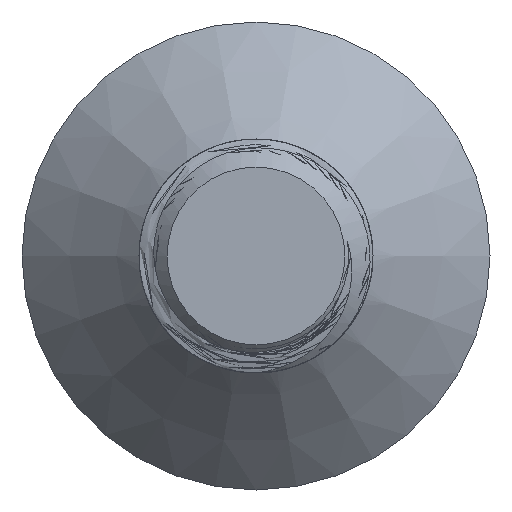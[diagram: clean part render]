
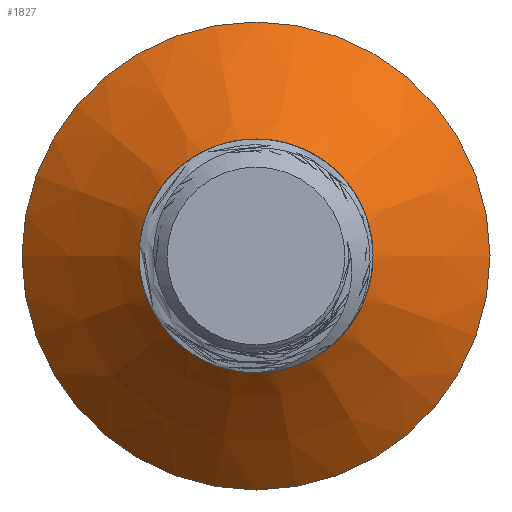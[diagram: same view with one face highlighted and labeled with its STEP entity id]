
A CAD part, left-side view. The second image highlights one B-rep face of the part: STEP entity #1827.
In plain terms, the highlighted conical face has half-angle 45 degrees and reference radius 2.5 mm.
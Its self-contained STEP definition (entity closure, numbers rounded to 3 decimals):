
#37=CONICAL_SURFACE('',#1947,2.5,0.785);
#125=FACE_OUTER_BOUND('',#227,.T.);
#227=EDGE_LOOP('',(#1415,#1416,#1417,#1418,#1419,#1420,#1421,#1422,#1423));
#251=CIRCLE('',#1866,2.5);
#254=CIRCLE('',#1948,5.);
#255=CIRCLE('',#1949,1.98);
#425=B_SPLINE_CURVE_WITH_KNOTS('',3,(#8295,#8296,#8297,#8298,#8299,#8300,
#8301,#8302),.UNSPECIFIED.,.F.,.F.,(4,2,2,4),(1.461,1.568,
1.695,1.794),.UNSPECIFIED.);
#426=B_SPLINE_CURVE_WITH_KNOTS('',3,(#8304,#8305,#8306,#8307,#8308,#8309,
#8310,#8311,#8312,#8313,#8314,#8315),.UNSPECIFIED.,.F.,.F.,(4,2,2,2,2,4),
(0.,0.07,0.127,0.184,
0.225,0.245),.UNSPECIFIED.);
#427=B_SPLINE_CURVE_WITH_KNOTS('',3,(#8319,#8320,#8321,#8322,#8323,#8324,
#8325,#8326,#8327,#8328,#8329,#8330,#8331,#8332,#8333,#8334,#8335,#8336,
#8337,#8338,#8339,#8340,#8341,#8342,#8343,#8344,#8345,#8346,#8347,#8348,
#8349,#8350,#8351,#8352),.UNSPECIFIED.,.F.,.F.,(4,2,2,2,2,2,2,2,2,2,2,2,
2,2,2,2,4),(0.,0.049,0.097,0.174,
0.257,0.336,0.422,0.504,
0.592,0.677,0.774,0.873,
0.986,1.111,1.248,1.4,1.461),
 .UNSPECIFIED.);
#514=LINE('',#8294,#609);
#515=LINE('',#8316,#610);
#609=VECTOR('',#2231,2.5);
#610=VECTOR('',#2232,2.5);
#627=VERTEX_POINT('',#2315);
#628=VERTEX_POINT('',#2344);
#787=VERTEX_POINT('',#8213);
#790=VERTEX_POINT('',#8291);
#791=VERTEX_POINT('',#8293);
#792=VERTEX_POINT('',#8303);
#793=VERTEX_POINT('',#8317);
#813=EDGE_CURVE('',#628,#627,#251,.T.);
#1053=EDGE_CURVE('',#790,#790,#254,.T.);
#1054=EDGE_CURVE('',#790,#791,#514,.T.);
#1055=EDGE_CURVE('',#791,#628,#425,.T.);
#1056=EDGE_CURVE('',#627,#792,#426,.T.);
#1057=EDGE_CURVE('',#792,#787,#515,.T.);
#1058=EDGE_CURVE('',#787,#793,#255,.T.);
#1059=EDGE_CURVE('',#793,#791,#427,.T.);
#1415=ORIENTED_EDGE('',*,*,#1053,.F.);
#1416=ORIENTED_EDGE('',*,*,#1054,.T.);
#1417=ORIENTED_EDGE('',*,*,#1055,.T.);
#1418=ORIENTED_EDGE('',*,*,#813,.T.);
#1419=ORIENTED_EDGE('',*,*,#1056,.T.);
#1420=ORIENTED_EDGE('',*,*,#1057,.T.);
#1421=ORIENTED_EDGE('',*,*,#1058,.T.);
#1422=ORIENTED_EDGE('',*,*,#1059,.T.);
#1423=ORIENTED_EDGE('',*,*,#1054,.F.);
#1827=ADVANCED_FACE('',(#125),#37,.T.);
#1866=AXIS2_PLACEMENT_3D('',#2345,#1987,#1988);
#1947=AXIS2_PLACEMENT_3D('',#8290,#2227,#2228);
#1948=AXIS2_PLACEMENT_3D('',#8292,#2229,#2230);
#1949=AXIS2_PLACEMENT_3D('',#8318,#2233,#2234);
#1987=DIRECTION('center_axis',(0.,0.,1.));
#1988=DIRECTION('ref_axis',(0.,-1.,0.));
#2227=DIRECTION('center_axis',(0.,0.,1.));
#2228=DIRECTION('ref_axis',(0.,-1.,0.));
#2229=DIRECTION('center_axis',(0.,0.,1.));
#2230=DIRECTION('ref_axis',(0.,-1.,0.));
#2231=DIRECTION('',(0.,-0.707,-0.707));
#2232=DIRECTION('',(0.,-0.707,-0.707));
#2233=DIRECTION('center_axis',(0.,0.,1.));
#2234=DIRECTION('ref_axis',(1.,0.,0.));
#2315=CARTESIAN_POINT('',(-2.5,0.,-2.8));
#2344=CARTESIAN_POINT('',(-1.768,1.768,-2.8));
#2345=CARTESIAN_POINT('Origin',(0.,0.,-2.8));
#8213=CARTESIAN_POINT('',(0.,1.98,-3.32));
#8290=CARTESIAN_POINT('Origin',(0.,0.,-2.8));
#8291=CARTESIAN_POINT('',(0.,5.,-0.3));
#8292=CARTESIAN_POINT('Origin',(0.,0.,-0.3));
#8293=CARTESIAN_POINT('',(0.,2.437,-2.863));
#8294=CARTESIAN_POINT('',(0.,2.5,-2.8));
#8295=CARTESIAN_POINT('Ctrl Pts',(0.,2.437,
-2.863));
#8296=CARTESIAN_POINT('Ctrl Pts',(-0.207,2.443,-2.857));
#8297=CARTESIAN_POINT('Ctrl Pts',(-0.403,2.423,-2.85));
#8298=CARTESIAN_POINT('Ctrl Pts',(-0.8,2.34,-2.837));
#8299=CARTESIAN_POINT('Ctrl Pts',(-1.01,2.266,-2.829));
#8300=CARTESIAN_POINT('Ctrl Pts',(-1.359,2.086,-2.816));
#8301=CARTESIAN_POINT('Ctrl Pts',(-1.559,1.964,-2.809));
#8302=CARTESIAN_POINT('Ctrl Pts',(-1.768,1.768,-2.8));
#8303=CARTESIAN_POINT('',(0.,2.027,-3.273));
#8304=CARTESIAN_POINT('Ctrl Pts',(-2.5,0.,
-2.8));
#8305=CARTESIAN_POINT('Ctrl Pts',(-2.474,0.231,-2.826));
#8306=CARTESIAN_POINT('Ctrl Pts',(-2.414,0.481,-2.857));
#8307=CARTESIAN_POINT('Ctrl Pts',(-2.173,0.982,-2.928));
#8308=CARTESIAN_POINT('Ctrl Pts',(-2.031,1.188,-2.96));
#8309=CARTESIAN_POINT('Ctrl Pts',(-1.689,1.545,-3.024));
#8310=CARTESIAN_POINT('Ctrl Pts',(-1.453,1.738,-3.06));
#8311=CARTESIAN_POINT('Ctrl Pts',(-0.911,1.972,-3.142));
#8312=CARTESIAN_POINT('Ctrl Pts',(-0.667,2.03,-3.178));
#8313=CARTESIAN_POINT('Ctrl Pts',(-0.298,2.051,-3.231));
#8314=CARTESIAN_POINT('Ctrl Pts',(-0.156,2.049,-3.251));
#8315=CARTESIAN_POINT('Ctrl Pts',(0.,2.027,
-3.273));
#8316=CARTESIAN_POINT('',(0.,2.5,-2.8));
#8317=CARTESIAN_POINT('',(-1.163,1.603,-3.32));
#8318=CARTESIAN_POINT('Origin',(0.,0.,-3.32));
#8319=CARTESIAN_POINT('Ctrl Pts',(-1.163,1.603,-3.32));
#8320=CARTESIAN_POINT('Ctrl Pts',(-1.299,1.512,-3.313));
#8321=CARTESIAN_POINT('Ctrl Pts',(-1.423,1.405,-3.307));
#8322=CARTESIAN_POINT('Ctrl Pts',(-1.64,1.167,-3.294));
#8323=CARTESIAN_POINT('Ctrl Pts',(-1.732,1.036,-3.288));
#8324=CARTESIAN_POINT('Ctrl Pts',(-1.93,0.675,-3.271));
#8325=CARTESIAN_POINT('Ctrl Pts',(-2.009,0.432,-3.26));
#8326=CARTESIAN_POINT('Ctrl Pts',(-2.076,-0.09,
-3.24));
#8327=CARTESIAN_POINT('Ctrl Pts',(-2.055,-0.368,-3.23));
#8328=CARTESIAN_POINT('Ctrl Pts',(-1.913,-0.884,
-3.209));
#8329=CARTESIAN_POINT('Ctrl Pts',(-1.797,-1.121,-3.198));
#8330=CARTESIAN_POINT('Ctrl Pts',(-1.47,-1.556,-3.178));
#8331=CARTESIAN_POINT('Ctrl Pts',(-1.256,-1.746,-3.168));
#8332=CARTESIAN_POINT('Ctrl Pts',(-0.78,-2.025,
-3.147));
#8333=CARTESIAN_POINT('Ctrl Pts',(-0.523,-2.117,
-3.136));
#8334=CARTESIAN_POINT('Ctrl Pts',(0.032,-2.203,
-3.116));
#8335=CARTESIAN_POINT('Ctrl Pts',(0.326,-2.189,-3.105));
#8336=CARTESIAN_POINT('Ctrl Pts',(0.878,-2.053,-3.084));
#8337=CARTESIAN_POINT('Ctrl Pts',(1.134,-1.936,-3.074));
#8338=CARTESIAN_POINT('Ctrl Pts',(1.62,-1.59,-3.053));
#8339=CARTESIAN_POINT('Ctrl Pts',(1.821,-1.364,-3.043));
#8340=CARTESIAN_POINT('Ctrl Pts',(2.12,-0.882,-3.022));
#8341=CARTESIAN_POINT('Ctrl Pts',(2.224,-0.611,-3.011));
#8342=CARTESIAN_POINT('Ctrl Pts',(2.333,-0.006,
-2.99));
#8343=CARTESIAN_POINT('Ctrl Pts',(2.317,0.301,-2.98));
#8344=CARTESIAN_POINT('Ctrl Pts',(2.194,0.871,-2.96));
#8345=CARTESIAN_POINT('Ctrl Pts',(2.071,1.154,-2.949));
#8346=CARTESIAN_POINT('Ctrl Pts',(1.706,1.683,-2.927));
#8347=CARTESIAN_POINT('Ctrl Pts',(1.472,1.896,-2.917));
#8348=CARTESIAN_POINT('Ctrl Pts',(0.97,2.221,-2.897));
#8349=CARTESIAN_POINT('Ctrl Pts',(0.675,2.339,-2.886));
#8350=CARTESIAN_POINT('Ctrl Pts',(0.242,2.42,-2.871));
#8351=CARTESIAN_POINT('Ctrl Pts',(0.119,2.433,-2.867));
#8352=CARTESIAN_POINT('Ctrl Pts',(0.,2.437,
-2.863));
